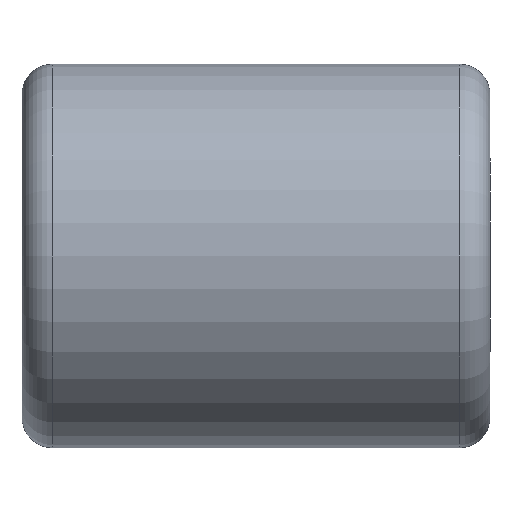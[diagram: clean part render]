
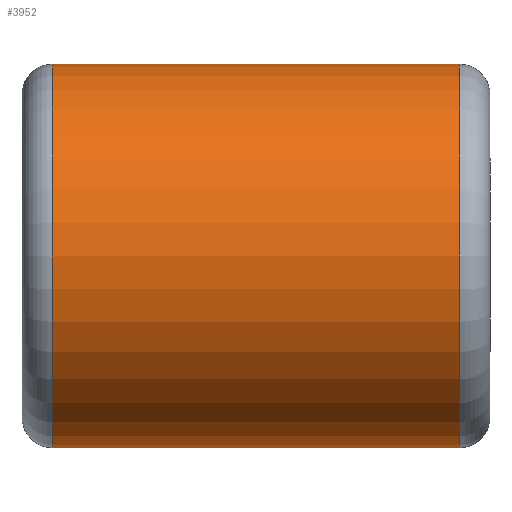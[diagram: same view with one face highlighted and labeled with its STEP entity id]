
A CAD part, front view. The second image highlights one B-rep face of the part: STEP entity #3952.
In plain terms, the highlighted cylindrical face has radius 41 mm (diameter 82 mm), a partial arc.
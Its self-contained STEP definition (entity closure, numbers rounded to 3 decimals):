
#174 = DIRECTION ( 'NONE',  ( 0., 0., -1. ) ) ;
#255 = CARTESIAN_POINT ( 'NONE',  ( -57.637, 0., 250.987 ) ) ;
#288 = EDGE_CURVE ( 'NONE', #2122, #3312, #2187, .T. ) ;
#313 = DIRECTION ( 'NONE',  ( 0., 0., 1. ) ) ;
#343 = CARTESIAN_POINT ( 'NONE',  ( -57.637, 0., 291.987 ) ) ;
#551 = CARTESIAN_POINT ( 'NONE',  ( 43.5, 0., 332.987 ) ) ;
#666 = ORIENTED_EDGE ( 'NONE', *, *, #2789, .T. ) ;
#737 = ORIENTED_EDGE ( 'NONE', *, *, #3704, .T. ) ;
#937 = VERTEX_POINT ( 'NONE', #1640 ) ;
#1447 = EDGE_LOOP ( 'NONE', ( #4222, #666, #3227, #737 ) ) ;
#1640 = CARTESIAN_POINT ( 'NONE',  ( 43.5, 0., 250.987 ) ) ;
#1662 = CARTESIAN_POINT ( 'NONE',  ( -57.637, 0., 332.987 ) ) ;
#1702 = AXIS2_PLACEMENT_3D ( 'NONE', #343, #4297, #313 ) ;
#1833 = DIRECTION ( 'NONE',  ( -1., 0., 0. ) ) ;
#1910 = VECTOR ( 'NONE', #2787, 1000. ) ;
#1957 = AXIS2_PLACEMENT_3D ( 'NONE', #4000, #1833, #2556 ) ;
#1972 = DIRECTION ( 'NONE',  ( 1., 0., 0. ) ) ;
#2122 = VERTEX_POINT ( 'NONE', #551 ) ;
#2135 = CARTESIAN_POINT ( 'NONE',  ( -43.5, 0., 250.987 ) ) ;
#2187 = LINE ( 'NONE', #1662, #2305 ) ;
#2305 = VECTOR ( 'NONE', #4551, 1000. ) ;
#2499 = VERTEX_POINT ( 'NONE', #2135 ) ;
#2556 = DIRECTION ( 'NONE',  ( 0., 0., 1. ) ) ;
#2756 = FACE_OUTER_BOUND ( 'NONE', #1447, .T. ) ;
#2787 = DIRECTION ( 'NONE',  ( -1., 0., 0. ) ) ;
#2789 = EDGE_CURVE ( 'NONE', #937, #2122, #3523, .T. ) ;
#3110 = CIRCLE ( 'NONE', #4493, 41. ) ;
#3227 = ORIENTED_EDGE ( 'NONE', *, *, #288, .T. ) ;
#3312 = VERTEX_POINT ( 'NONE', #3586 ) ;
#3523 = CIRCLE ( 'NONE', #1957, 41. ) ;
#3586 = CARTESIAN_POINT ( 'NONE',  ( -43.5, 0., 332.987 ) ) ;
#3704 = EDGE_CURVE ( 'NONE', #3312, #2499, #3110, .T. ) ;
#3788 = CARTESIAN_POINT ( 'NONE',  ( -43.5, 0., 291.987 ) ) ;
#3789 = EDGE_CURVE ( 'NONE', #937, #2499, #4567, .T. ) ;
#3952 = ADVANCED_FACE ( 'NONE', ( #2756 ), #4398, .T. ) ;
#4000 = CARTESIAN_POINT ( 'NONE',  ( 43.5, 0., 291.987 ) ) ;
#4222 = ORIENTED_EDGE ( 'NONE', *, *, #3789, .F. ) ;
#4297 = DIRECTION ( 'NONE',  ( -1., 0., 0. ) ) ;
#4398 = CYLINDRICAL_SURFACE ( 'NONE', #1702, 41. ) ;
#4493 = AXIS2_PLACEMENT_3D ( 'NONE', #3788, #1972, #174 ) ;
#4551 = DIRECTION ( 'NONE',  ( -1., 0., 0. ) ) ;
#4567 = LINE ( 'NONE', #255, #1910 ) ;
